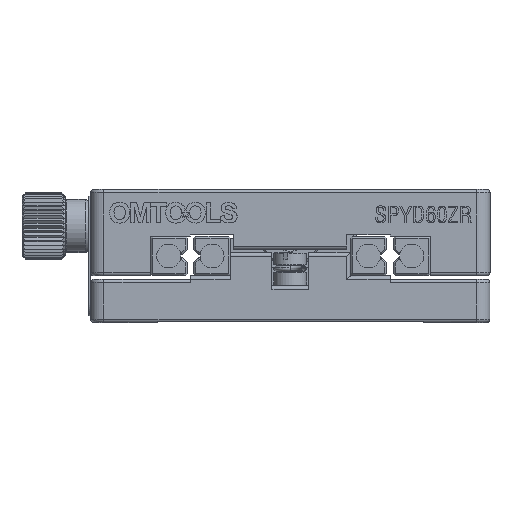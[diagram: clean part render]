
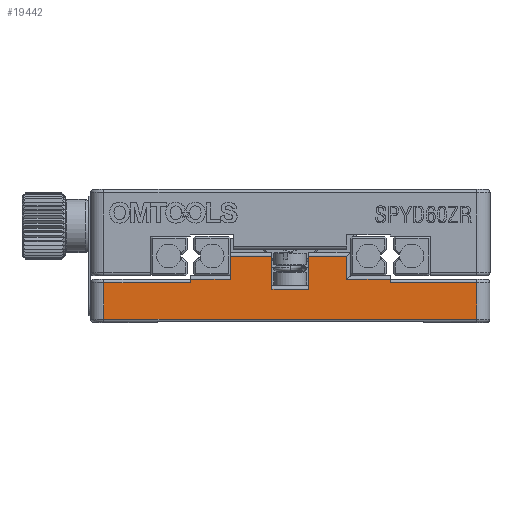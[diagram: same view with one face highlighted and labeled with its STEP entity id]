
A CAD part, front view. The second image highlights one B-rep face of the part: STEP entity #19442.
In plain terms, the highlighted planar face has unit normal (0, -1, 0).
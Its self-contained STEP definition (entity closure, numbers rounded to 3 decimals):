
#184 = CARTESIAN_POINT ( 'NONE',  ( 15., -30., 10.5 ) ) ;
#222 = LINE ( 'NONE', #7153, #26804 ) ;
#477 = DIRECTION ( 'NONE',  ( 0., 0., -1. ) ) ;
#779 = EDGE_CURVE ( 'NONE', #6643, #14248, #7606, .T. ) ;
#843 = LINE ( 'NONE', #2306, #7390 ) ;
#951 = EDGE_CURVE ( 'NONE', #12168, #3897, #222, .T. ) ;
#1013 = LINE ( 'NONE', #19239, #23074 ) ;
#1079 = VECTOR ( 'NONE', #18280, 1000. ) ;
#1382 = CARTESIAN_POINT ( 'NONE',  ( -9., -30., 10. ) ) ;
#1543 = VECTOR ( 'NONE', #14201, 1000. ) ;
#1663 = EDGE_CURVE ( 'NONE', #24173, #6643, #27826, .T. ) ;
#2256 = LINE ( 'NONE', #3229, #2280 ) ;
#2280 = VECTOR ( 'NONE', #2754, 1000. ) ;
#2306 = CARTESIAN_POINT ( 'NONE',  ( -15., -30., 6.5 ) ) ;
#2313 = DIRECTION ( 'NONE',  ( 0., 1., 0. ) ) ;
#2386 = LINE ( 'NONE', #12693, #1543 ) ;
#2754 = DIRECTION ( 'NONE',  ( 0., 0., 1. ) ) ;
#3229 = CARTESIAN_POINT ( 'NONE',  ( 2.75, -30., 5.5 ) ) ;
#3269 = DIRECTION ( 'NONE',  ( -1., 0., 0. ) ) ;
#3765 = ORIENTED_EDGE ( 'NONE', *, *, #10758, .F. ) ;
#3882 = EDGE_CURVE ( 'NONE', #19440, #12168, #1013, .T. ) ;
#3897 = VERTEX_POINT ( 'NONE', #13800 ) ;
#4069 = ORIENTED_EDGE ( 'NONE', *, *, #12650, .T. ) ;
#4285 = CARTESIAN_POINT ( 'NONE',  ( 28., -30., 0.5 ) ) ;
#4312 = EDGE_CURVE ( 'NONE', #29032, #24795, #18328, .T. ) ;
#4702 = VERTEX_POINT ( 'NONE', #12206 ) ;
#4954 = VERTEX_POINT ( 'NONE', #4285 ) ;
#4963 = EDGE_CURVE ( 'NONE', #5642, #22295, #9171, .T. ) ;
#5047 = VECTOR ( 'NONE', #18417, 1000. ) ;
#5642 = VERTEX_POINT ( 'NONE', #22581 ) ;
#6643 = VERTEX_POINT ( 'NONE', #17615 ) ;
#7003 = ORIENTED_EDGE ( 'NONE', *, *, #21028, .T. ) ;
#7153 = CARTESIAN_POINT ( 'NONE',  ( -28., -30., 6. ) ) ;
#7167 = EDGE_CURVE ( 'NONE', #4702, #19440, #843, .T. ) ;
#7390 = VECTOR ( 'NONE', #26463, 1000. ) ;
#7424 = DIRECTION ( 'NONE',  ( 0., 0., -1. ) ) ;
#7507 = CARTESIAN_POINT ( 'NONE',  ( 8.5, -30., 10. ) ) ;
#7606 = LINE ( 'NONE', #24873, #20057 ) ;
#8232 = CARTESIAN_POINT ( 'NONE',  ( -30., -30., 10.5 ) ) ;
#8738 = VECTOR ( 'NONE', #3269, 1000. ) ;
#9040 = LINE ( 'NONE', #27857, #5047 ) ;
#9171 = LINE ( 'NONE', #26465, #19382 ) ;
#9934 = EDGE_CURVE ( 'NONE', #3897, #28647, #27145, .T. ) ;
#10134 = CARTESIAN_POINT ( 'NONE',  ( 28., -30., 10.5 ) ) ;
#10544 = VECTOR ( 'NONE', #16366, 1000. ) ;
#10758 = EDGE_CURVE ( 'NONE', #13718, #24147, #2256, .T. ) ;
#11033 = ORIENTED_EDGE ( 'NONE', *, *, #23639, .T. ) ;
#11121 = LINE ( 'NONE', #1382, #8738 ) ;
#11323 = LINE ( 'NONE', #14317, #1079 ) ;
#11345 = CARTESIAN_POINT ( 'NONE',  ( 15., -30., 6. ) ) ;
#11496 = DIRECTION ( 'NONE',  ( 0., 0., 1. ) ) ;
#11746 = CARTESIAN_POINT ( 'NONE',  ( -15., -30., 6. ) ) ;
#12168 = VERTEX_POINT ( 'NONE', #11746 ) ;
#12206 = CARTESIAN_POINT ( 'NONE',  ( -9., -30., 6.5 ) ) ;
#12524 = DIRECTION ( 'NONE',  ( -1., 0., 0. ) ) ;
#12650 = EDGE_CURVE ( 'NONE', #24795, #24173, #24352, .T. ) ;
#12693 = CARTESIAN_POINT ( 'NONE',  ( 2.75, -30., 10. ) ) ;
#13170 = PLANE ( 'NONE',  #17214 ) ;
#13602 = DIRECTION ( 'NONE',  ( 0., 0., 1. ) ) ;
#13663 = DIRECTION ( 'NONE',  ( 0., 0., 1. ) ) ;
#13718 = VERTEX_POINT ( 'NONE', #14799 ) ;
#13762 = CARTESIAN_POINT ( 'NONE',  ( -28., -30., 10.5 ) ) ;
#13800 = CARTESIAN_POINT ( 'NONE',  ( -28., -30., 6. ) ) ;
#13970 = CARTESIAN_POINT ( 'NONE',  ( 28., -30., 6. ) ) ;
#13990 = ORIENTED_EDGE ( 'NONE', *, *, #9934, .T. ) ;
#14201 = DIRECTION ( 'NONE',  ( -1., 0., 0. ) ) ;
#14248 = VERTEX_POINT ( 'NONE', #7507 ) ;
#14317 = CARTESIAN_POINT ( 'NONE',  ( -9., -30., 7. ) ) ;
#14654 = CARTESIAN_POINT ( 'NONE',  ( 15., -30., 6.5 ) ) ;
#14799 = CARTESIAN_POINT ( 'NONE',  ( 2.75, -30., 5. ) ) ;
#15334 = VECTOR ( 'NONE', #16952, 1000. ) ;
#16314 = ORIENTED_EDGE ( 'NONE', *, *, #779, .T. ) ;
#16340 = EDGE_CURVE ( 'NONE', #22295, #28186, #11121, .T. ) ;
#16366 = DIRECTION ( 'NONE',  ( -1., 0., 0. ) ) ;
#16952 = DIRECTION ( 'NONE',  ( 0., 0., 1. ) ) ;
#17214 = AXIS2_PLACEMENT_3D ( 'NONE', #8232, #2313, #30459 ) ;
#17615 = CARTESIAN_POINT ( 'NONE',  ( 8.5, -30., 6.5 ) ) ;
#18103 = CARTESIAN_POINT ( 'NONE',  ( -28., -30., 0.5 ) ) ;
#18280 = DIRECTION ( 'NONE',  ( 0., 0., 1. ) ) ;
#18328 = LINE ( 'NONE', #29239, #10544 ) ;
#18339 = ORIENTED_EDGE ( 'NONE', *, *, #3882, .T. ) ;
#18386 = CARTESIAN_POINT ( 'NONE',  ( -30., -30., 6.5 ) ) ;
#18388 = VECTOR ( 'NONE', #22842, 1000. ) ;
#18417 = DIRECTION ( 'NONE',  ( -1., 0., 0. ) ) ;
#18486 = LINE ( 'NONE', #19011, #20937 ) ;
#18577 = FACE_OUTER_BOUND ( 'NONE', #29964, .T. ) ;
#19011 = CARTESIAN_POINT ( 'NONE',  ( -30., -30., 0.5 ) ) ;
#19239 = CARTESIAN_POINT ( 'NONE',  ( -15., -30., 10.5 ) ) ;
#19382 = VECTOR ( 'NONE', #13663, 1000. ) ;
#19440 = VERTEX_POINT ( 'NONE', #26501 ) ;
#19442 = ADVANCED_FACE ( 'NONE', ( #18577 ), #13170, .F. ) ;
#19488 = VECTOR ( 'NONE', #477, 1000. ) ;
#19715 = CARTESIAN_POINT ( 'NONE',  ( -2.75, -30., 10. ) ) ;
#20057 = VECTOR ( 'NONE', #11496, 1000. ) ;
#20516 = EDGE_CURVE ( 'NONE', #28647, #4954, #18486, .T. ) ;
#20927 = ORIENTED_EDGE ( 'NONE', *, *, #20516, .T. ) ;
#20937 = VECTOR ( 'NONE', #24430, 1000. ) ;
#21028 = EDGE_CURVE ( 'NONE', #4954, #29032, #30412, .T. ) ;
#21217 = CARTESIAN_POINT ( 'NONE',  ( -9., -30., 10. ) ) ;
#22295 = VERTEX_POINT ( 'NONE', #19715 ) ;
#22298 = ORIENTED_EDGE ( 'NONE', *, *, #4312, .T. ) ;
#22337 = ORIENTED_EDGE ( 'NONE', *, *, #7167, .T. ) ;
#22581 = CARTESIAN_POINT ( 'NONE',  ( -2.75, -30., 5. ) ) ;
#22842 = DIRECTION ( 'NONE',  ( -1., 0., 0. ) ) ;
#23074 = VECTOR ( 'NONE', #7424, 1000. ) ;
#23639 = EDGE_CURVE ( 'NONE', #13718, #5642, #9040, .T. ) ;
#24147 = VERTEX_POINT ( 'NONE', #25972 ) ;
#24173 = VERTEX_POINT ( 'NONE', #14654 ) ;
#24352 = LINE ( 'NONE', #184, #15334 ) ;
#24430 = DIRECTION ( 'NONE',  ( 1., 0., 0. ) ) ;
#24747 = EDGE_CURVE ( 'NONE', #4702, #28186, #11323, .T. ) ;
#24795 = VERTEX_POINT ( 'NONE', #11345 ) ;
#24873 = CARTESIAN_POINT ( 'NONE',  ( 8.5, -30., 10.5 ) ) ;
#25024 = ORIENTED_EDGE ( 'NONE', *, *, #24747, .F. ) ;
#25048 = ORIENTED_EDGE ( 'NONE', *, *, #1663, .T. ) ;
#25807 = VECTOR ( 'NONE', #13602, 1000. ) ;
#25972 = CARTESIAN_POINT ( 'NONE',  ( 2.75, -30., 10. ) ) ;
#26259 = ORIENTED_EDGE ( 'NONE', *, *, #30142, .T. ) ;
#26463 = DIRECTION ( 'NONE',  ( -1., 0., 0. ) ) ;
#26465 = CARTESIAN_POINT ( 'NONE',  ( -2.75, -30., 5.5 ) ) ;
#26501 = CARTESIAN_POINT ( 'NONE',  ( -15., -30., 6.5 ) ) ;
#26804 = VECTOR ( 'NONE', #12524, 1000. ) ;
#26927 = ORIENTED_EDGE ( 'NONE', *, *, #16340, .T. ) ;
#27145 = LINE ( 'NONE', #13762, #19488 ) ;
#27273 = ORIENTED_EDGE ( 'NONE', *, *, #951, .T. ) ;
#27826 = LINE ( 'NONE', #18386, #18388 ) ;
#27857 = CARTESIAN_POINT ( 'NONE',  ( -30., -30., 5. ) ) ;
#28186 = VERTEX_POINT ( 'NONE', #21217 ) ;
#28647 = VERTEX_POINT ( 'NONE', #18103 ) ;
#28766 = ORIENTED_EDGE ( 'NONE', *, *, #4963, .T. ) ;
#29032 = VERTEX_POINT ( 'NONE', #13970 ) ;
#29239 = CARTESIAN_POINT ( 'NONE',  ( 15., -30., 6. ) ) ;
#29964 = EDGE_LOOP ( 'NONE', ( #7003, #22298, #4069, #25048, #16314, #26259, #3765, #11033, #28766, #26927, #25024, #22337, #18339, #27273, #13990, #20927 ) ) ;
#30142 = EDGE_CURVE ( 'NONE', #14248, #24147, #2386, .T. ) ;
#30412 = LINE ( 'NONE', #10134, #25807 ) ;
#30459 = DIRECTION ( 'NONE',  ( 0., 0., 1. ) ) ;
